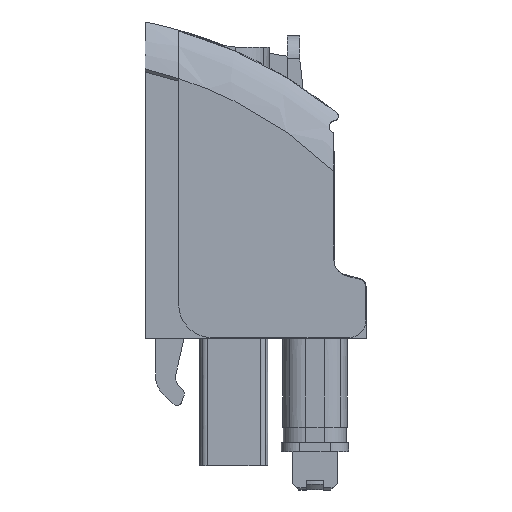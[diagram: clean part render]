
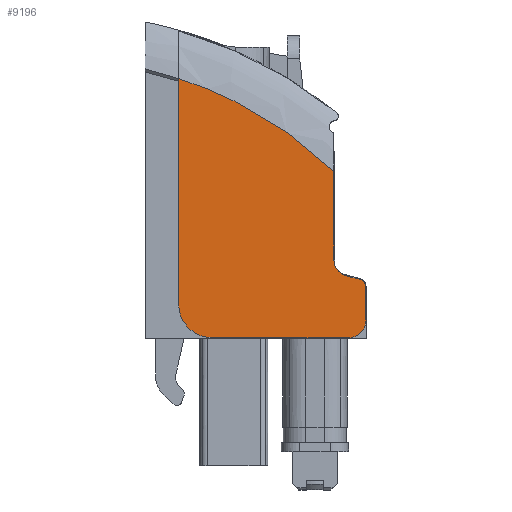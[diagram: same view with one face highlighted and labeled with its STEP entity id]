
A CAD part, left-side view. The second image highlights one B-rep face of the part: STEP entity #9196.
In plain terms, the highlighted planar face has unit normal (-1, 0, 0).
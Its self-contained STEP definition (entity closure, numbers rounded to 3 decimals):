
#9099=AXIS2_PLACEMENT_3D('Circle Axis2P3D',#9097,#9098,$) ;
#9122=AXIS2_PLACEMENT_3D('Plane Axis2P3D',#9119,#9120,#9121) ;
#9126=AXIS2_PLACEMENT_3D('Circle Axis2P3D',#9124,#9125,$) ;
#9142=AXIS2_PLACEMENT_3D('Circle Axis2P3D',#9140,#9141,$) ;
#9156=AXIS2_PLACEMENT_3D('Circle Axis2P3D',#9154,#9155,$) ;
#8645=CARTESIAN_POINT('Vertex',(0.,2.16,20.826)) ;
#8648=CARTESIAN_POINT('Line Origine',(0.,2.16,17.924)) ;
#8652=CARTESIAN_POINT('Vertex',(0.,2.16,15.022)) ;
#9097=CARTESIAN_POINT('Axis2P3D Location',(0.,1.11,15.022)) ;
#9101=CARTESIAN_POINT('Vertex',(0.,1.381,14.008)) ;
#9119=CARTESIAN_POINT('Axis2P3D Location',(0.,12.302,7.353)) ;
#9124=CARTESIAN_POINT('Axis2P3D Location',(0.,10.102,12.15)) ;
#9128=CARTESIAN_POINT('Vertex',(0.,10.102,9.95)) ;
#9130=CARTESIAN_POINT('Vertex',(0.,12.302,12.1)) ;
#9133=CARTESIAN_POINT('Line Origine',(0.,5.661,9.95)) ;
#9137=CARTESIAN_POINT('Vertex',(0.,1.221,9.95)) ;
#9140=CARTESIAN_POINT('Axis2P3D Location',(0.,1.221,11.1)) ;
#9144=CARTESIAN_POINT('Vertex',(0.,0.071,11.12)) ;
#9147=CARTESIAN_POINT('Line Origine',(0.,0.091,12.225)) ;
#9151=CARTESIAN_POINT('Vertex',(0.,0.11,13.33)) ;
#9154=CARTESIAN_POINT('Axis2P3D Location',(0.,0.56,13.322)) ;
#9158=CARTESIAN_POINT('Vertex',(0.,0.443,13.756)) ;
#9161=CARTESIAN_POINT('Line Origine',(0.,0.912,13.882)) ;
#9167=CARTESIAN_POINT('Control Point',(0.,2.16,20.826)) ;
#9168=CARTESIAN_POINT('Control Point',(0.,3.406,22.03)) ;
#9169=CARTESIAN_POINT('Control Point',(0.,4.754,23.131)) ;
#9170=CARTESIAN_POINT('Control Point',(0.,6.19,24.116)) ;
#9171=CARTESIAN_POINT('Control Point',(0.,8.269,25.299)) ;
#9172=CARTESIAN_POINT('Control Point',(0.,10.462,26.235)) ;
#9173=CARTESIAN_POINT('Control Point',(0.,11.07,26.471)) ;
#9174=CARTESIAN_POINT('Control Point',(0.,11.683,26.688)) ;
#9175=CARTESIAN_POINT('Control Point',(0.,12.302,26.886)) ;
#9176=CARTESIAN_POINT('Vertex',(0.,12.302,26.886)) ;
#9179=CARTESIAN_POINT('Line Origine',(0.,12.302,19.493)) ;
#8649=DIRECTION('Vector Direction',(0.,0.,-1.)) ;
#9098=DIRECTION('Axis2P3D Direction',(1.,0.,0.)) ;
#9120=DIRECTION('Axis2P3D Direction',(1.,0.,0.)) ;
#9121=DIRECTION('Axis2P3D XDirection',(0.,0.,1.)) ;
#9125=DIRECTION('Axis2P3D Direction',(1.,0.,0.)) ;
#9134=DIRECTION('Vector Direction',(0.,1.,0.)) ;
#9141=DIRECTION('Axis2P3D Direction',(1.,0.,0.)) ;
#9148=DIRECTION('Vector Direction',(0.,-0.017,-1.)) ;
#9155=DIRECTION('Axis2P3D Direction',(1.,0.,0.)) ;
#9162=DIRECTION('Vector Direction',(0.,0.966,0.259)) ;
#9180=DIRECTION('Vector Direction',(0.,0.,1.)) ;
#8650=VECTOR('Line Direction',#8649,1.) ;
#9135=VECTOR('Line Direction',#9134,1.) ;
#9149=VECTOR('Line Direction',#9148,1.) ;
#9163=VECTOR('Line Direction',#9162,1.) ;
#9181=VECTOR('Line Direction',#9180,1.) ;
#9185=ORIENTED_EDGE('',*,*,#9132,.F.) ;
#9186=ORIENTED_EDGE('',*,*,#9139,.F.) ;
#9187=ORIENTED_EDGE('',*,*,#9146,.F.) ;
#9188=ORIENTED_EDGE('',*,*,#9153,.F.) ;
#9189=ORIENTED_EDGE('',*,*,#9160,.F.) ;
#9190=ORIENTED_EDGE('',*,*,#9165,.T.) ;
#9191=ORIENTED_EDGE('',*,*,#9103,.T.) ;
#9192=ORIENTED_EDGE('',*,*,#8654,.F.) ;
#9193=ORIENTED_EDGE('',*,*,#9178,.T.) ;
#9194=ORIENTED_EDGE('',*,*,#9183,.T.) ;
#9196=ADVANCED_FACE('GEHAEUSE',(#9195),#9123,.F.) ;
#9166=B_SPLINE_CURVE_WITH_KNOTS('',5,(#9167,#9168,#9169,#9170,#9171,#9172,#9173,#9174,#9175),.UNSPECIFIED.,.F.,.U.,(6,3,6),(0.099,12.369,16.969),.UNSPECIFIED.) ;
#9100=CIRCLE('generated circle',#9099,1.05) ;
#9127=CIRCLE('generated circle',#9126,2.2) ;
#9143=CIRCLE('generated circle',#9142,1.15) ;
#9157=CIRCLE('generated circle',#9156,0.45) ;
#8654=EDGE_CURVE('',#8646,#8653,#8651,.T.) ;
#9103=EDGE_CURVE('',#9102,#8653,#9100,.T.) ;
#9132=EDGE_CURVE('',#9129,#9131,#9127,.T.) ;
#9139=EDGE_CURVE('',#9138,#9129,#9136,.T.) ;
#9146=EDGE_CURVE('',#9145,#9138,#9143,.T.) ;
#9153=EDGE_CURVE('',#9152,#9145,#9150,.T.) ;
#9160=EDGE_CURVE('',#9159,#9152,#9157,.T.) ;
#9165=EDGE_CURVE('',#9159,#9102,#9164,.T.) ;
#9178=EDGE_CURVE('',#8646,#9177,#9166,.T.) ;
#9183=EDGE_CURVE('',#9177,#9131,#9182,.F.) ;
#9184=EDGE_LOOP('',(#9185,#9186,#9187,#9188,#9189,#9190,#9191,#9192,#9193,#9194)) ;
#9195=FACE_OUTER_BOUND('',#9184,.T.) ;
#8651=LINE('Line',#8648,#8650) ;
#9136=LINE('Line',#9133,#9135) ;
#9150=LINE('Line',#9147,#9149) ;
#9164=LINE('Line',#9161,#9163) ;
#9182=LINE('Line',#9179,#9181) ;
#9123=PLANE('',#9122) ;
#8646=VERTEX_POINT('',#8645) ;
#8653=VERTEX_POINT('',#8652) ;
#9102=VERTEX_POINT('',#9101) ;
#9129=VERTEX_POINT('',#9128) ;
#9131=VERTEX_POINT('',#9130) ;
#9138=VERTEX_POINT('',#9137) ;
#9145=VERTEX_POINT('',#9144) ;
#9152=VERTEX_POINT('',#9151) ;
#9159=VERTEX_POINT('',#9158) ;
#9177=VERTEX_POINT('',#9176) ;
